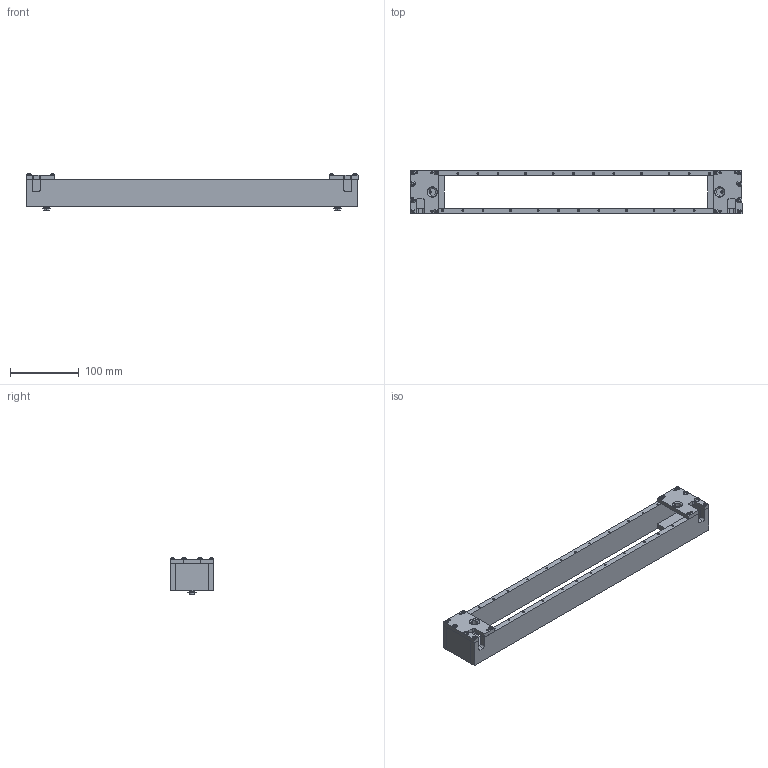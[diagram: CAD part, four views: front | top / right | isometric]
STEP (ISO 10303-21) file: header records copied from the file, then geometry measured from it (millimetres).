
FILE_DESCRIPTION (( 'STEP AP214' ), '1' );
FILE_NAME ('INGUN_109715.STEP', '2021-02-05T07:04:04', ( '' ), ( '' ), 'SwSTEP 2.0', 'SolidWorks 2018', '' );
FILE_SCHEMA (( 'AUTOMOTIVE_DESIGN' ));
Length unit declared in the file: millimetre
Products named in the file (12): 109034~2_S; INGUN_109715; ISO7380~n_M04,0x012; 108564~1_S; ISO7380~n_M03,0x012; 110324~0_Spring Pin 3 x 14 - St; 109717~0; DIN988~n_06x12x0,1; 45545~0_S; DIN923~n_M04x03; 109146~2; 107975~3_S
Assembly tree (34 placements, depth 2):
  INGUN_109715
    108564~1_S
    109034~2_S
    107975~3_S  x2
    109146~2  x2
    109717~0  x2
    45545~0_S  x2
    DIN923~n_M04x03  x2
    DIN988~n_06x12x0,1  x4
    ISO7380~n_M03,0x012  x8
    ISO7380~n_M04,0x012  x4
    110324~0_Spring Pin 3 x 14 - St  x6
Bounding box: 484 x 64 x 53.6 mm (x, y, z)
Volume: 396763.9 mm3; surface area: 138114.5 mm2
Topology: 34 solids, 34 shells, 776 faces, 1890 edges, 1164 vertices
Faces by surface type: cylinder 444, plane 156, cone 140, torus 36
Entity records: 10902 total; most frequent: DIRECTION 1864, CARTESIAN_POINT 1609, ORIENTED_EDGE 1494, AXIS2_PLACEMENT_3D 748, EDGE_CURVE 747, VERTEX_POINT 477, EDGE_LOOP 408, CIRCLE 375
